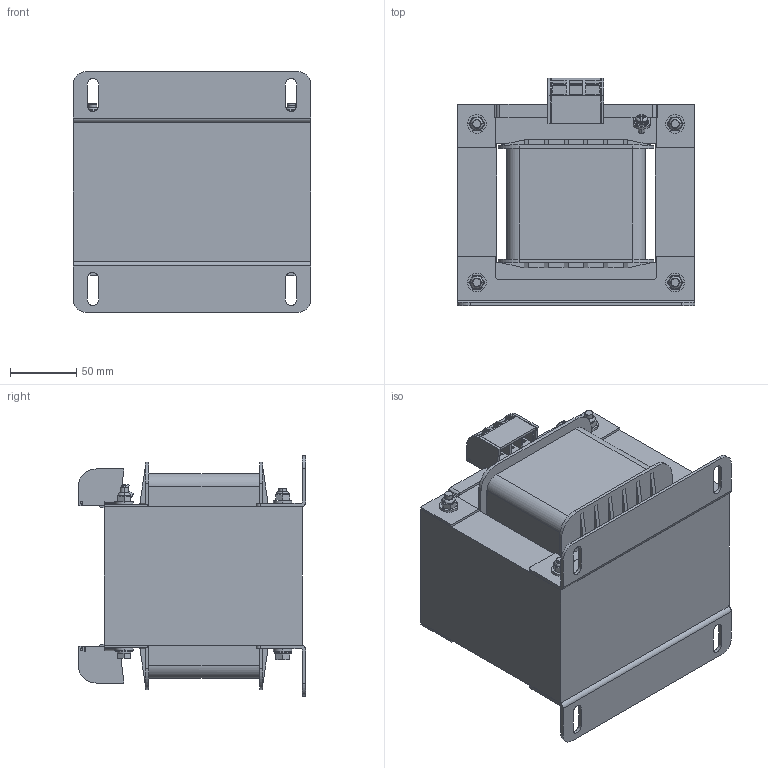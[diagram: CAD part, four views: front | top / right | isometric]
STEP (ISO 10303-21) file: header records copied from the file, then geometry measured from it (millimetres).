
FILE_DESCRIPTION((''),'2;1');
FILE_NAME('ASM0001_ASM','2023-10-09T',('Administrator'),(''),'PRO/ENGINEER BY PARAMETRIC TECHNOLOGY CORPORATION, 2008380','PRO/ENGINEER BY PARAMETRIC TECHNOLOGY CORPORATION, 2008380','');
FILE_SCHEMA(('CONFIG_CONTROL_DESIGN'));
Length unit declared in the file: millimetre
Products named in the file (13): PRT0001; PRT0002; PRT0003; PRT0006; PRT0007; SANJIE; SANJIEGAI; PRT0008; PRT0009; PRT0010; PRT0011; QIANYOUSHANGJIAOJIA; ASM0001_ASM
Assembly tree (29 placements, depth 2):
  ASM0001_ASM
    PRT0001
    PRT0002
    PRT0003  x2
    PRT0006  x2
    PRT0007
    SANJIE  x2
    SANJIEGAI  x2
    PRT0008  x8
    PRT0009  x4
    PRT0010  x4
    PRT0011
    QIANYOUSHANGJIAOJIA
Bounding box: 180 x 172.2 x 182 mm (x, y, z)
Volume: 3246448.9 mm3; surface area: 400292.5 mm2
Topology: 29 solids, 29 shells, 1019 faces, 2704 edges, 1776 vertices
Faces by surface type: plane 754, cylinder 237, torus 20, bspline 8
Entity records: 19322 total; most frequent: CARTESIAN_POINT 3520, ORIENTED_EDGE 3232, DIRECTION 3172, EDGE_CURVE 1616, VECTOR 1306, LINE 1306, VERTEX_POINT 1052, AXIS2_PLACEMENT_3D 933
